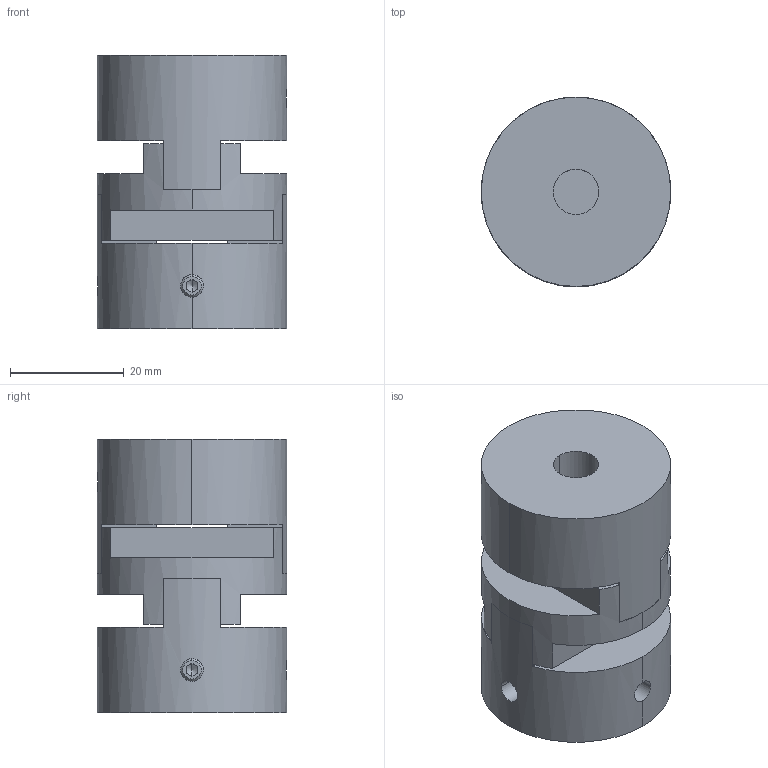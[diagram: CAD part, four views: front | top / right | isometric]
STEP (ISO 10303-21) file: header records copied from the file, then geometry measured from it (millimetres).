
FILE_DESCRIPTION(('STEP AP214'),'1');
FILE_NAME('me44-ox33f-8--ox33f-8--33d.stp','2019-08-20T10:20:43',('TraceParts'),('TraceParts S.A.'),'Spatial InterOp 3D',' ',' ');
FILE_SCHEMA(('AUTOMOTIVE_DESIGN { 1 0 10303 214 1 1 1 1 }'));
Length unit declared in the file: millimetre
Products named in the file (1): me44-ox33f-8--ox33f-8--33d_1
Bounding box: 33.3 x 33.3 x 48 mm (x, y, z)
Volume: 33304.2 mm3; surface area: 13122.5 mm2
Topology: 3 solids, 3 shells, 124 faces, 334 edges, 216 vertices
Faces by surface type: plane 66, cylinder 34, cone 24
Entity records: 4694 total; most frequent: CARTESIAN_POINT 1421, ORIENTED_EDGE 652, DIRECTION 640, EDGE_CURVE 326, AXIS2_PLACEMENT_3D 235, VERTEX_POINT 216, LINE 170, VECTOR 170
